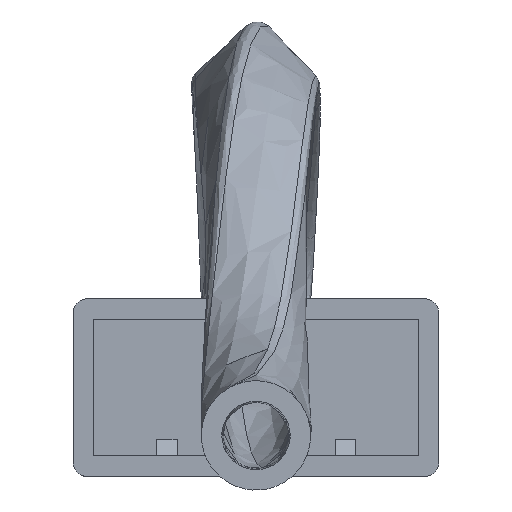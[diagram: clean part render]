
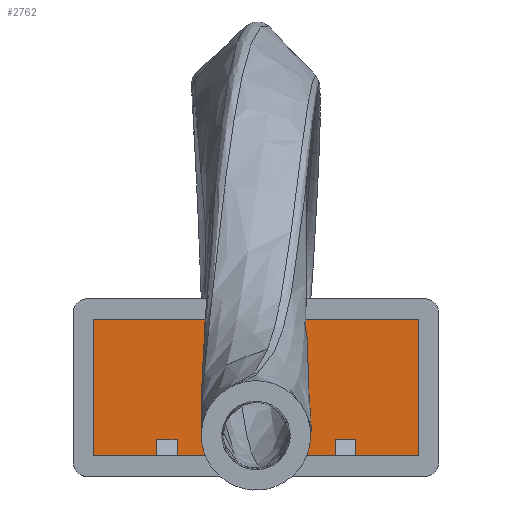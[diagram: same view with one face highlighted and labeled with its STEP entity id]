
A CAD part, front view. The second image highlights one B-rep face of the part: STEP entity #2762.
In plain terms, the highlighted planar face has unit normal (0, -1, 0).
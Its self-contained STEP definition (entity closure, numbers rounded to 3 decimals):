
#202=DIRECTION('',(1.,0.,0.));
#203=VECTOR('',#202,47.5);
#204=CARTESIAN_POINT('',(-153.68,64.36,3.));
#205=LINE('',#204,#203);
#554=DIRECTION('',(0.,0.,1.));
#555=VECTOR('',#554,20.);
#556=CARTESIAN_POINT('',(-106.18,64.36,3.));
#557=LINE('',#556,#555);
#558=DIRECTION('',(1.,0.,0.));
#559=VECTOR('',#558,47.5);
#560=CARTESIAN_POINT('',(-153.68,64.36,23.));
#561=LINE('',#560,#559);
#562=DIRECTION('',(0.,0.,1.));
#563=VECTOR('',#562,20.);
#564=CARTESIAN_POINT('',(-153.68,64.36,3.));
#565=LINE('',#564,#563);
#1872=CARTESIAN_POINT('',(-153.68,64.36,3.));
#1874=VERTEX_POINT('',#1872);
#1875=CARTESIAN_POINT('',(-106.18,64.36,3.));
#1876=VERTEX_POINT('',#1875);
#1880=CARTESIAN_POINT('',(-153.68,64.36,23.));
#1882=VERTEX_POINT('',#1880);
#1883=CARTESIAN_POINT('',(-106.18,64.36,23.));
#1884=VERTEX_POINT('',#1883);
#2751=CARTESIAN_POINT('',(-153.68,64.36,3.));
#2752=DIRECTION('',(0.,-1.,0.));
#2753=DIRECTION('',(1.,0.,0.));
#2754=AXIS2_PLACEMENT_3D('',#2751,#2752,#2753);
#2755=PLANE('',#2754);
#2756=ORIENTED_EDGE('',*,*,#2693,.T.);
#2757=ORIENTED_EDGE('',*,*,#2746,.F.);
#2758=ORIENTED_EDGE('',*,*,#2077,.F.);
#2759=ORIENTED_EDGE('',*,*,#2675,.T.);
#2760=EDGE_LOOP('',(#2756,#2757,#2758,#2759));
#2761=FACE_OUTER_BOUND('',#2760,.F.);
#2762=ADVANCED_FACE('',(#2761),#2755,.T.);
#2077=EDGE_CURVE('',#1874,#1876,#205,.T.);
#2675=EDGE_CURVE('',#1874,#1882,#565,.T.);
#2693=EDGE_CURVE('',#1882,#1884,#561,.T.);
#2746=EDGE_CURVE('',#1876,#1884,#557,.T.);
